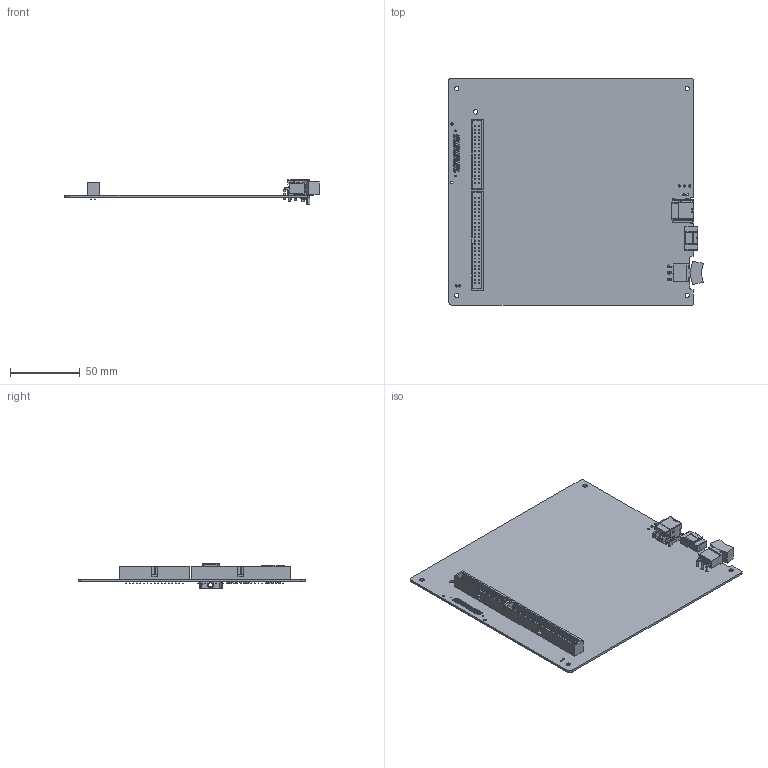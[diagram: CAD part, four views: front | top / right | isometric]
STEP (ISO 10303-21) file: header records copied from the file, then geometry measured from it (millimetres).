
FILE_DESCRIPTION((''),'2;1');
FILE_NAME('CU_USB_6356_6366_OEM','2012-04-19T',('dkendric'),(''),'PRO/ENGINEER BY PARAMETRIC TECHNOLOGY CORPORATION, 2010230','PRO/ENGINEER BY PARAMETRIC TECHNOLOGY CORPORATION, 2010230','');
FILE_SCHEMA(('CONFIG_CONTROL_DESIGN'));
Products named in the file (1): CU_USB_6356_6366_OEM
Bounding box: 182.3 x 162.56 x 18.36 mm (x, y, z)
Volume: 54152.2 mm3; surface area: 70274.5 mm2
Topology: 3 solids, 4 shells, 2666 faces, 7340 edges, 4826 vertices
Faces by surface type: plane 1888, cylinder 720, bspline 40, torus 10, sphere 4, cone 2, extrusion 2
Entity records: 85724 total; most frequent: CARTESIAN_POINT 16315, ORIENTED_EDGE 14600, DIRECTION 13938, EDGE_CURVE 7300, VECTOR 5652, LINE 5650, VERTEX_POINT 4864, AXIS2_PLACEMENT_3D 4143
